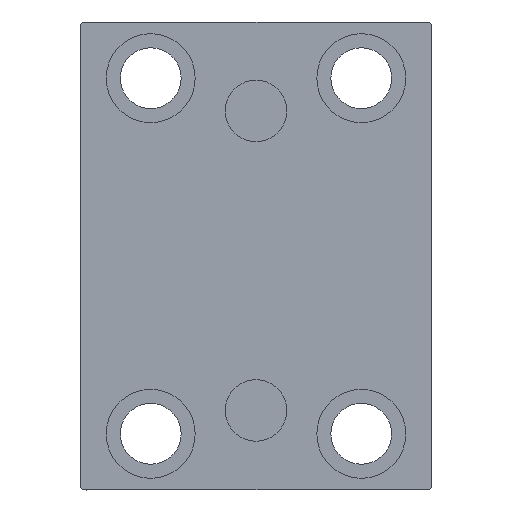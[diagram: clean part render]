
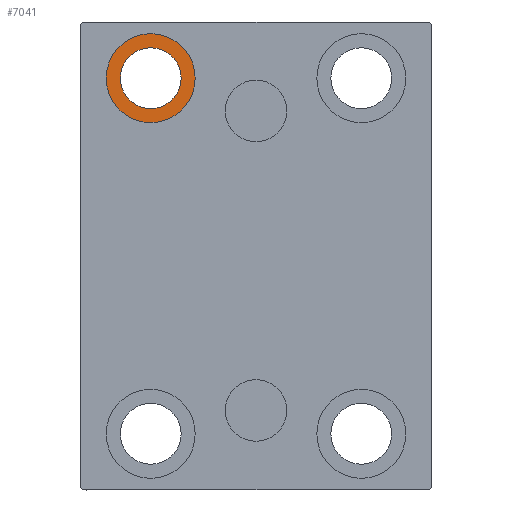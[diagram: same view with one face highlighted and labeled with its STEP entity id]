
A CAD part, left-side view. The second image highlights one B-rep face of the part: STEP entity #7041.
In plain terms, the highlighted face is planar.
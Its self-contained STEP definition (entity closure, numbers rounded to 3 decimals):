
#1581 = ORIENTED_EDGE ( 'NONE', *, *, #6847, .F. ) ;
#3555 = CARTESIAN_POINT ( 'NONE',  ( 85., 22.5, -28.5 ) ) ;
#4231 = CIRCLE ( 'NONE', #27857, 9.5 ) ;
#4981 = CARTESIAN_POINT ( 'NONE',  ( 85., 22.5, -38. ) ) ;
#6292 = VERTEX_POINT ( 'NONE', #3555 ) ;
#6703 = ORIENTED_EDGE ( 'NONE', *, *, #14037, .T. ) ;
#6847 = EDGE_CURVE ( 'NONE', #21104, #6292, #4231, .T. ) ;
#7041 = ADVANCED_FACE ( 'NONE', ( #22152, #11850 ), #42508, .T. ) ;
#7669 = DIRECTION ( 'NONE',  ( 0., 0., 1. ) ) ;
#7861 = CARTESIAN_POINT ( 'NONE',  ( 85., 22.5, -38. ) ) ;
#8580 = VERTEX_POINT ( 'NONE', #31467 ) ;
#11850 = FACE_BOUND ( 'NONE', #38361, .T. ) ;
#13712 = DIRECTION ( 'NONE',  ( 0., 0., -1. ) ) ;
#13980 = AXIS2_PLACEMENT_3D ( 'NONE', #32517, #15068, #15511 ) ;
#14037 = EDGE_CURVE ( 'NONE', #18264, #8580, #40778, .T. ) ;
#15068 = DIRECTION ( 'NONE',  ( -1., 0., 0. ) ) ;
#15511 = DIRECTION ( 'NONE',  ( 0., 0., -1. ) ) ;
#15778 = AXIS2_PLACEMENT_3D ( 'NONE', #23366, #37000, #13712 ) ;
#17831 = CIRCLE ( 'NONE', #37819, 9.5 ) ;
#18167 = DIRECTION ( 'NONE',  ( -1., 0., 0. ) ) ;
#18264 = VERTEX_POINT ( 'NONE', #21364 ) ;
#20016 = AXIS2_PLACEMENT_3D ( 'NONE', #21705, #38929, #31771 ) ;
#21104 = VERTEX_POINT ( 'NONE', #41221 ) ;
#21364 = CARTESIAN_POINT ( 'NONE',  ( 85., 22.5, -31.5 ) ) ;
#21439 = ORIENTED_EDGE ( 'NONE', *, *, #36672, .F. ) ;
#21705 = CARTESIAN_POINT ( 'NONE',  ( 85., 22.5, -38. ) ) ;
#22152 = FACE_OUTER_BOUND ( 'NONE', #26577, .T. ) ;
#23366 = CARTESIAN_POINT ( 'NONE',  ( 85., 22.5, -38. ) ) ;
#26577 = EDGE_LOOP ( 'NONE', ( #1581, #21439 ) ) ;
#27857 = AXIS2_PLACEMENT_3D ( 'NONE', #7861, #18167, #31822 ) ;
#31467 = CARTESIAN_POINT ( 'NONE',  ( 85., 22.5, -44.5 ) ) ;
#31771 = DIRECTION ( 'NONE',  ( 0., 0., 1. ) ) ;
#31822 = DIRECTION ( 'NONE',  ( 0., 0., 1. ) ) ;
#32517 = CARTESIAN_POINT ( 'NONE',  ( 85., 22.5, -38. ) ) ;
#32616 = EDGE_CURVE ( 'NONE', #8580, #18264, #43277, .T. ) ;
#35431 = DIRECTION ( 'NONE',  ( -1., 0., 0. ) ) ;
#36672 = EDGE_CURVE ( 'NONE', #6292, #21104, #17831, .T. ) ;
#37000 = DIRECTION ( 'NONE',  ( -1., 0., 0. ) ) ;
#37819 = AXIS2_PLACEMENT_3D ( 'NONE', #4981, #35431, #7669 ) ;
#38361 = EDGE_LOOP ( 'NONE', ( #6703, #42722 ) ) ;
#38929 = DIRECTION ( 'NONE',  ( 1., 0., 0. ) ) ;
#40778 = CIRCLE ( 'NONE', #15778, 6.5 ) ;
#41221 = CARTESIAN_POINT ( 'NONE',  ( 85., 22.5, -47.5 ) ) ;
#42508 = PLANE ( 'NONE',  #20016 ) ;
#42722 = ORIENTED_EDGE ( 'NONE', *, *, #32616, .T. ) ;
#43277 = CIRCLE ( 'NONE', #13980, 6.5 ) ;
